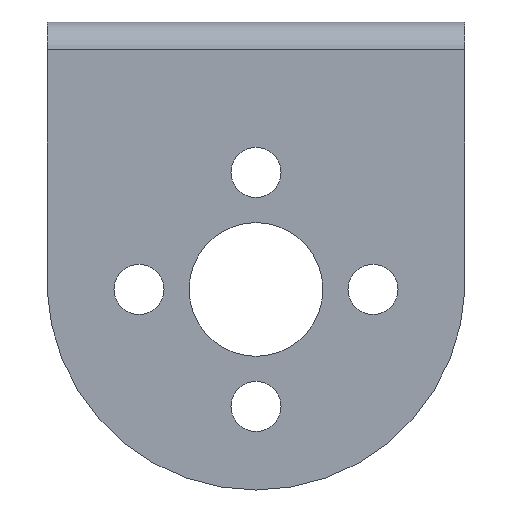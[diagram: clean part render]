
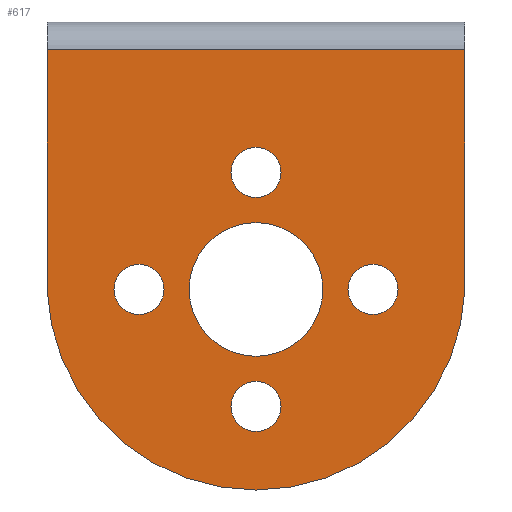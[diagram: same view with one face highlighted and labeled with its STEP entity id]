
A CAD part, left-side view. The second image highlights one B-rep face of the part: STEP entity #617.
In plain terms, the highlighted planar face has unit normal (-1, 0, 0).
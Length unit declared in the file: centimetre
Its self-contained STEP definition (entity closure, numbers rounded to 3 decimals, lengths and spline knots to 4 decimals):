
#1 = DIRECTION ( 'NONE',  ( 0., 0., 1. ) ) ;
#2 = LINE ( 'NONE', #287, #378 ) ;
#4 = VERTEX_POINT ( 'NONE', #768 ) ;
#5 = ORIENTED_EDGE ( 'NONE', *, *, #687, .T. ) ;
#9 = DIRECTION ( 'NONE',  ( 0., 0., 1. ) ) ;
#17 = CARTESIAN_POINT ( 'NONE',  ( 0., 2.5, 0. ) ) ;
#34 = LINE ( 'NONE', #1118, #1048 ) ;
#43 = EDGE_CURVE ( 'NONE', #491, #4, #775, .T. ) ;
#44 = EDGE_CURVE ( 'NONE', #476, #862, #910, .T. ) ;
#60 = CARTESIAN_POINT ( 'NONE',  ( 0., 1.25, -0.75 ) ) ;
#63 = DIRECTION ( 'NONE',  ( 0., 0., 1. ) ) ;
#66 = CIRCLE ( 'NONE', #841, 0.4 ) ;
#74 = FACE_OUTER_BOUND ( 'NONE', #116, .T. ) ;
#86 = DIRECTION ( 'NONE',  ( 0., 0., 1. ) ) ;
#93 = LINE ( 'NONE', #17, #930 ) ;
#107 = DIRECTION ( 'NONE',  ( -1., 0., 0. ) ) ;
#116 = EDGE_LOOP ( 'NONE', ( #475, #750, #657, #5 ) ) ;
#122 = ORIENTED_EDGE ( 'NONE', *, *, #637, .F. ) ;
#125 = VERTEX_POINT ( 'NONE', #932 ) ;
#134 = FACE_BOUND ( 'NONE', #227, .T. ) ;
#165 = CIRCLE ( 'NONE', #843, 1.251 ) ;
#174 = VERTEX_POINT ( 'NONE', #504 ) ;
#179 = ORIENTED_EDGE ( 'NONE', *, *, #43, .F. ) ;
#193 = EDGE_CURVE ( 'NONE', #856, #247, #566, .T. ) ;
#226 = DIRECTION ( 'NONE',  ( 0., 0., 1. ) ) ;
#227 = EDGE_LOOP ( 'NONE', ( #590, #847 ) ) ;
#238 = AXIS2_PLACEMENT_3D ( 'NONE', #743, #463, #1001 ) ;
#239 = VERTEX_POINT ( 'NONE', #60 ) ;
#247 = VERTEX_POINT ( 'NONE', #533 ) ;
#252 = FACE_BOUND ( 'NONE', #1078, .T. ) ;
#262 = CARTESIAN_POINT ( 'NONE',  ( 0., 0.55, -1.45 ) ) ;
#277 = CARTESIAN_POINT ( 'NONE',  ( 0., 0., -0.1659 ) ) ;
#287 = CARTESIAN_POINT ( 'NONE',  ( 0., 0., 0. ) ) ;
#311 = CARTESIAN_POINT ( 'NONE',  ( 0., 1.25, -2.15 ) ) ;
#322 = CARTESIAN_POINT ( 'NONE',  ( 0., 1.25, -0.9 ) ) ;
#344 = EDGE_CURVE ( 'NONE', #401, #633, #66, .T. ) ;
#354 = AXIS2_PLACEMENT_3D ( 'NONE', #1015, #451, #438 ) ;
#355 = DIRECTION ( 'NONE',  ( 0., 0., 1. ) ) ;
#376 = AXIS2_PLACEMENT_3D ( 'NONE', #322, #874, #226 ) ;
#378 = VECTOR ( 'NONE', #549, 100. ) ;
#381 = ORIENTED_EDGE ( 'NONE', *, *, #414, .F. ) ;
#383 = CARTESIAN_POINT ( 'NONE',  ( 0., 1.25, -2.3 ) ) ;
#388 = CARTESIAN_POINT ( 'NONE',  ( 0., 1.25, -0.9 ) ) ;
#400 = DIRECTION ( 'NONE',  ( -1., 0., 0. ) ) ;
#401 = VERTEX_POINT ( 'NONE', #1095 ) ;
#414 = EDGE_CURVE ( 'NONE', #239, #952, #742, .T. ) ;
#424 = CARTESIAN_POINT ( 'NONE',  ( 0., 1.25, -2.45 ) ) ;
#438 = DIRECTION ( 'NONE',  ( 0., 0., 1. ) ) ;
#440 = CARTESIAN_POINT ( 'NONE',  ( 0., 1.25, -1.6 ) ) ;
#450 = CARTESIAN_POINT ( 'NONE',  ( 0., 1.25, -1.05 ) ) ;
#451 = DIRECTION ( 'NONE',  ( -1., 0., 0. ) ) ;
#457 = DIRECTION ( 'NONE',  ( -1., 0., 0. ) ) ;
#463 = DIRECTION ( 'NONE',  ( -1., 0., 0. ) ) ;
#471 = AXIS2_PLACEMENT_3D ( 'NONE', #618, #983, #690 ) ;
#475 = ORIENTED_EDGE ( 'NONE', *, *, #944, .F. ) ;
#476 = VERTEX_POINT ( 'NONE', #311 ) ;
#479 = CARTESIAN_POINT ( 'NONE',  ( 0., 1.95, -1.6 ) ) ;
#491 = VERTEX_POINT ( 'NONE', #757 ) ;
#503 = PLANE ( 'NONE',  #471 ) ;
#504 = CARTESIAN_POINT ( 'NONE',  ( 0., 2.5, -1.6 ) ) ;
#506 = EDGE_CURVE ( 'NONE', #125, #1003, #34, .T. ) ;
#510 = FACE_BOUND ( 'NONE', #1089, .T. ) ;
#524 = FACE_BOUND ( 'NONE', #1116, .T. ) ;
#529 = AXIS2_PLACEMENT_3D ( 'NONE', #619, #979, #1070 ) ;
#533 = CARTESIAN_POINT ( 'NONE',  ( 0., 0.55, -1.75 ) ) ;
#535 = AXIS2_PLACEMENT_3D ( 'NONE', #1037, #400, #937 ) ;
#549 = DIRECTION ( 'NONE',  ( 0., 0., -1. ) ) ;
#566 = CIRCLE ( 'NONE', #529, 0.15 ) ;
#574 = DIRECTION ( 'NONE',  ( 0., -1., 0. ) ) ;
#590 = ORIENTED_EDGE ( 'NONE', *, *, #44, .F. ) ;
#600 = VERTEX_POINT ( 'NONE', #1145 ) ;
#613 = ORIENTED_EDGE ( 'NONE', *, *, #193, .F. ) ;
#617 = ADVANCED_FACE ( 'NONE', ( #524, #134, #706, #510, #252, #74 ), #503, .T. ) ;
#618 = CARTESIAN_POINT ( 'NONE',  ( 0., 2.5, 0. ) ) ;
#619 = CARTESIAN_POINT ( 'NONE',  ( 0., 0.55, -1.6 ) ) ;
#633 = VERTEX_POINT ( 'NONE', #1056 ) ;
#637 = EDGE_CURVE ( 'NONE', #952, #239, #698, .T. ) ;
#648 = ORIENTED_EDGE ( 'NONE', *, *, #681, .F. ) ;
#657 = ORIENTED_EDGE ( 'NONE', *, *, #506, .F. ) ;
#667 = DIRECTION ( 'NONE',  ( -1., 0., 0. ) ) ;
#681 = EDGE_CURVE ( 'NONE', #633, #401, #1080, .T. ) ;
#687 = EDGE_CURVE ( 'NONE', #125, #174, #93, .T. ) ;
#690 = DIRECTION ( 'NONE',  ( 0., 0., 1. ) ) ;
#691 = ORIENTED_EDGE ( 'NONE', *, *, #344, .F. ) ;
#698 = CIRCLE ( 'NONE', #376, 0.15 ) ;
#706 = FACE_BOUND ( 'NONE', #972, .T. ) ;
#709 = EDGE_CURVE ( 'NONE', #862, #476, #1180, .T. ) ;
#717 = AXIS2_PLACEMENT_3D ( 'NONE', #388, #667, #953 ) ;
#742 = CIRCLE ( 'NONE', #717, 0.15 ) ;
#743 = CARTESIAN_POINT ( 'NONE',  ( 0., 1.95, -1.6 ) ) ;
#750 = ORIENTED_EDGE ( 'NONE', *, *, #1064, .F. ) ;
#757 = CARTESIAN_POINT ( 'NONE',  ( 0., 1.95, -1.45 ) ) ;
#768 = CARTESIAN_POINT ( 'NONE',  ( 0., 1.95, -1.75 ) ) ;
#775 = CIRCLE ( 'NONE', #238, 0.15 ) ;
#841 = AXIS2_PLACEMENT_3D ( 'NONE', #440, #907, #86 ) ;
#843 = AXIS2_PLACEMENT_3D ( 'NONE', #1177, #1151, #355 ) ;
#847 = ORIENTED_EDGE ( 'NONE', *, *, #709, .F. ) ;
#856 = VERTEX_POINT ( 'NONE', #262 ) ;
#862 = VERTEX_POINT ( 'NONE', #424 ) ;
#872 = AXIS2_PLACEMENT_3D ( 'NONE', #1068, #884, #63 ) ;
#874 = DIRECTION ( 'NONE',  ( -1., 0., 0. ) ) ;
#884 = DIRECTION ( 'NONE',  ( -1., 0., 0. ) ) ;
#904 = DIRECTION ( 'NONE',  ( 0., 0., -1. ) ) ;
#907 = DIRECTION ( 'NONE',  ( -1., 0., 0. ) ) ;
#910 = CIRCLE ( 'NONE', #967, 0.15 ) ;
#930 = VECTOR ( 'NONE', #904, 100. ) ;
#932 = CARTESIAN_POINT ( 'NONE',  ( 0., 2.5, -0.1659 ) ) ;
#937 = DIRECTION ( 'NONE',  ( 0., 0., 1. ) ) ;
#944 = EDGE_CURVE ( 'NONE', #600, #174, #165, .T. ) ;
#952 = VERTEX_POINT ( 'NONE', #450 ) ;
#953 = DIRECTION ( 'NONE',  ( 0., 0., 1. ) ) ;
#967 = AXIS2_PLACEMENT_3D ( 'NONE', #383, #107, #1 ) ;
#972 = EDGE_LOOP ( 'NONE', ( #179, #1035 ) ) ;
#979 = DIRECTION ( 'NONE',  ( -1., 0., 0. ) ) ;
#983 = DIRECTION ( 'NONE',  ( -1., 0., 0. ) ) ;
#1001 = DIRECTION ( 'NONE',  ( 0., 0., 1. ) ) ;
#1003 = VERTEX_POINT ( 'NONE', #277 ) ;
#1011 = CIRCLE ( 'NONE', #535, 0.15 ) ;
#1015 = CARTESIAN_POINT ( 'NONE',  ( 0., 1.25, -2.3 ) ) ;
#1035 = ORIENTED_EDGE ( 'NONE', *, *, #1098, .F. ) ;
#1037 = CARTESIAN_POINT ( 'NONE',  ( 0., 0.55, -1.6 ) ) ;
#1048 = VECTOR ( 'NONE', #574, 100. ) ;
#1051 = AXIS2_PLACEMENT_3D ( 'NONE', #479, #457, #9 ) ;
#1056 = CARTESIAN_POINT ( 'NONE',  ( 0., 1.25, -2. ) ) ;
#1064 = EDGE_CURVE ( 'NONE', #1003, #600, #2, .T. ) ;
#1068 = CARTESIAN_POINT ( 'NONE',  ( 0., 1.25, -1.6 ) ) ;
#1070 = DIRECTION ( 'NONE',  ( 0., 0., 1. ) ) ;
#1078 = EDGE_LOOP ( 'NONE', ( #691, #648 ) ) ;
#1080 = CIRCLE ( 'NONE', #872, 0.4 ) ;
#1089 = EDGE_LOOP ( 'NONE', ( #381, #122 ) ) ;
#1095 = CARTESIAN_POINT ( 'NONE',  ( 0., 1.25, -1.2 ) ) ;
#1098 = EDGE_CURVE ( 'NONE', #4, #491, #1162, .T. ) ;
#1116 = EDGE_LOOP ( 'NONE', ( #613, #1165 ) ) ;
#1118 = CARTESIAN_POINT ( 'NONE',  ( 0., 2.5, -0.1659 ) ) ;
#1137 = EDGE_CURVE ( 'NONE', #247, #856, #1011, .T. ) ;
#1145 = CARTESIAN_POINT ( 'NONE',  ( 0., 0., -1.6 ) ) ;
#1151 = DIRECTION ( 'NONE',  ( 1., 0., 0. ) ) ;
#1162 = CIRCLE ( 'NONE', #1051, 0.15 ) ;
#1165 = ORIENTED_EDGE ( 'NONE', *, *, #1137, .F. ) ;
#1177 = CARTESIAN_POINT ( 'NONE',  ( 0., 1.25, -1.549 ) ) ;
#1180 = CIRCLE ( 'NONE', #354, 0.15 ) ;
